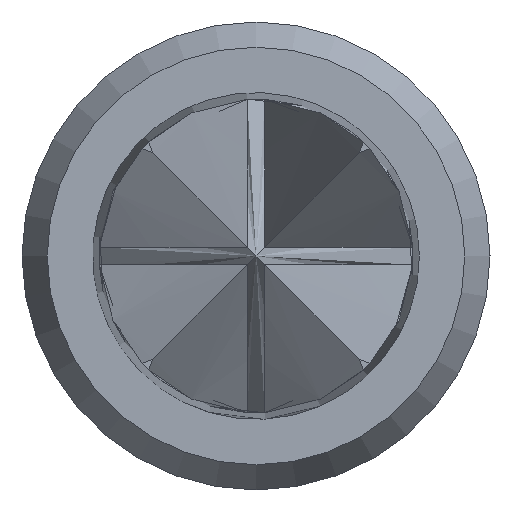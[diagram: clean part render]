
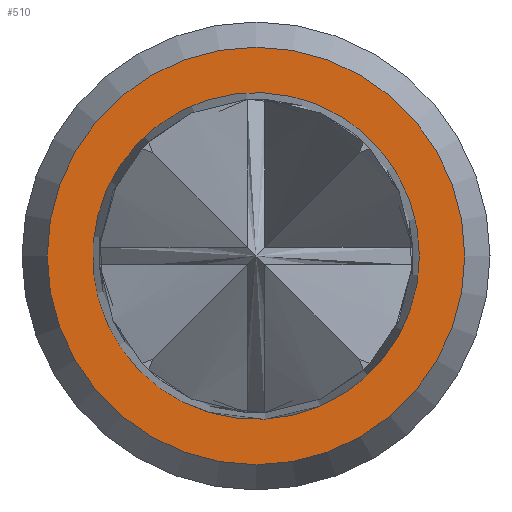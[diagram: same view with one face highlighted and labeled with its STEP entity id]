
A CAD part, left-side view. The second image highlights one B-rep face of the part: STEP entity #510.
In plain terms, the highlighted planar face has unit normal (-1, 0, 0).
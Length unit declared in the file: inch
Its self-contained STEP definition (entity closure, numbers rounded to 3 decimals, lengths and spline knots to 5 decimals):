
#8 = DIRECTION ( 'NONE',  ( 0., -1., 0. ) ) ;
#61 = AXIS2_PLACEMENT_3D ( 'NONE', #186, #450, #125 ) ;
#125 = DIRECTION ( 'NONE',  ( 0., -1., 0. ) ) ;
#126 = ORIENTED_EDGE ( 'NONE', *, *, #244, .T. ) ;
#137 = DIRECTION ( 'NONE',  ( 0., 1., 0. ) ) ;
#145 = CARTESIAN_POINT ( 'NONE',  ( -0.05651, 0., 0. ) ) ;
#165 = FACE_BOUND ( 'NONE', #230, .T. ) ;
#186 = CARTESIAN_POINT ( 'NONE',  ( -0.05651, 0., 0. ) ) ;
#230 = EDGE_LOOP ( 'NONE', ( #126 ) ) ;
#244 = EDGE_CURVE ( 'NONE', #653, #653, #525, .T. ) ;
#311 = ORIENTED_EDGE ( 'NONE', *, *, #448, .F. ) ;
#313 = AXIS2_PLACEMENT_3D ( 'NONE', #145, #511, #137 ) ;
#348 = CARTESIAN_POINT ( 'NONE',  ( -0.05651, 0.024, 0. ) ) ;
#372 = PLANE ( 'NONE',  #650 ) ;
#383 = FACE_OUTER_BOUND ( 'NONE', #444, .T. ) ;
#391 = CARTESIAN_POINT ( 'NONE',  ( -0.05651, -0.01878, 0. ) ) ;
#425 = CARTESIAN_POINT ( 'NONE',  ( -0.05651, 0., 0. ) ) ;
#438 = DIRECTION ( 'NONE',  ( -1., 0., 0. ) ) ;
#444 = EDGE_LOOP ( 'NONE', ( #311 ) ) ;
#448 = EDGE_CURVE ( 'NONE', #553, #553, #630, .T. ) ;
#450 = DIRECTION ( 'NONE',  ( 1., 0., 0. ) ) ;
#510 = ADVANCED_FACE ( 'NONE', ( #165, #383 ), #372, .T. ) ;
#511 = DIRECTION ( 'NONE',  ( 1., 0., 0. ) ) ;
#525 = CIRCLE ( 'NONE', #61, 0.01878 ) ;
#553 = VERTEX_POINT ( 'NONE', #348 ) ;
#630 = CIRCLE ( 'NONE', #313, 0.024 ) ;
#650 = AXIS2_PLACEMENT_3D ( 'NONE', #425, #438, #8 ) ;
#653 = VERTEX_POINT ( 'NONE', #391 ) ;
